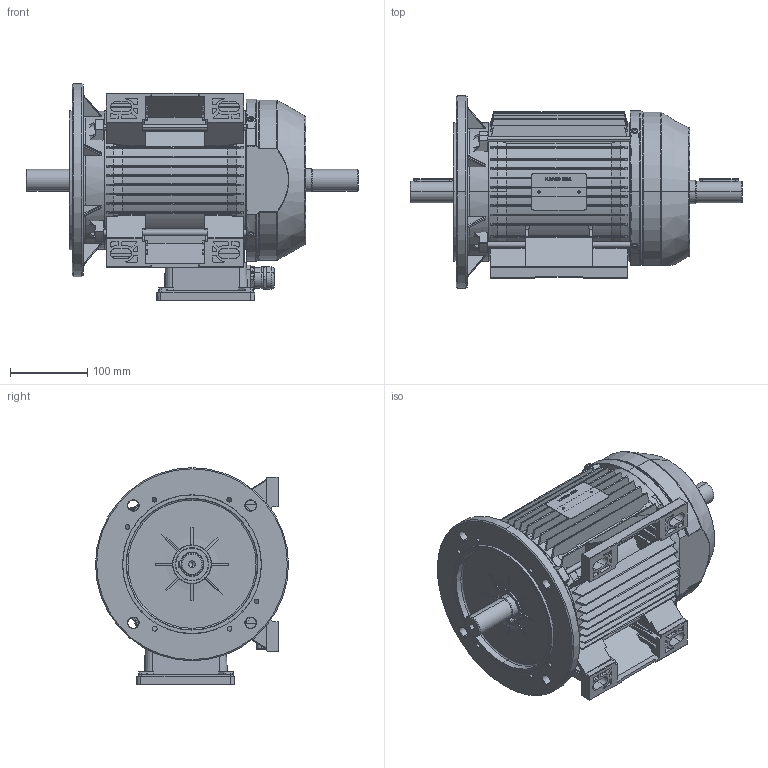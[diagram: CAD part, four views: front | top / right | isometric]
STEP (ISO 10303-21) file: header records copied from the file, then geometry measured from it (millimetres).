
FILE_DESCRIPTION (( 'STEP AP214' ), '1' );
FILE_NAME ('FCAP 112MT-B3 B5-IC411-2-4-6-8 POLES-TB LEFT-DOUBLE SHAFT.STEP', '2024-09-20T13:51:52', ( '' ), ( '' ), 'SwSTEP 2.0', 'SolidWorks 2024', '' );
FILE_SCHEMA (( 'AUTOMOTIVE_DESIGN' ));
Length unit declared in the file: millimetre
Products named in the file (18): Copriventola tipo 100; Tirante M7x208; Carcassa 112MT-B3-Laterale; Scudo C100-112T anteriore; Albero C100L - Autoventilato; Guarnizione scatola-coperchio tipo 100; parallel_din_Parallel key A8 x 7 x 50 DIN 6885; pan head cross recess screw_iso_ISO 7045 - M4 x 10 - Z --- 10N; Guarnizione scatola-motore tipo 100; Scudo C100-112T posteriore; GRUPPO COPRIMORSETTIERA 100L; PRESSACAVO M25; Flangia FC100-112T_Cuscinetto_6206; Coperchio scatola morsetti tipo 100; Coprimorsettiera tipo 100_Passante doppio; Targhetta motore_LAMIERA ALLUMINIO; Tappo M25; FCAP 112MT-B3 B5-IC411-2-4-6-8 POLES-TB LEFT-DOUBLE SHAFT
Assembly tree (26 placements, depth 3):
  FCAP 112MT-B3 B5-IC411-2-4-6-8 POLES-TB LEFT-DOUBLE SHAFT
    Albero C100L - Autoventilato  x2
    Flangia FC100-112T_Cuscinetto_6206
    Scudo C100-112T anteriore
    Scudo C100-112T posteriore
    Targhetta motore_LAMIERA ALLUMINIO
    Copriventola tipo 100
    pan head cross recess screw_iso_ISO 7045 - M4 x 10 - Z --- 10N  x4
    parallel_din_Parallel key A8 x 7 x 50 DIN 6885  x2
    Tirante M7x208  x4
    Carcassa 112MT-B3-Laterale
    GRUPPO COPRIMORSETTIERA 100L
      Coprimorsettiera tipo 100_Passante doppio
      Coperchio scatola morsetti tipo 100
      Guarnizione scatola-coperchio tipo 100
      PRESSACAVO M25
      Tappo M25  x2
      Guarnizione scatola-motore tipo 100
Bounding box: 430 x 250 x 280.5 mm (x, y, z)
Volume: 2813005.8 mm3; surface area: 1245810.4 mm2
Topology: 25 solids, 27 shells, 5167 faces, 13842 edges, 8844 vertices
Faces by surface type: plane 2125, cylinder 1122, cone 777, torus 620, bspline 499, sphere 24
Entity records: 178755 total; most frequent: CARTESIAN_POINT 60006, ORIENTED_EDGE 26428, DIRECTION 22601, EDGE_CURVE 13214, VERTEX_POINT 8459, AXIS2_PLACEMENT_3D 8404, VECTOR 5793, LINE 5793
